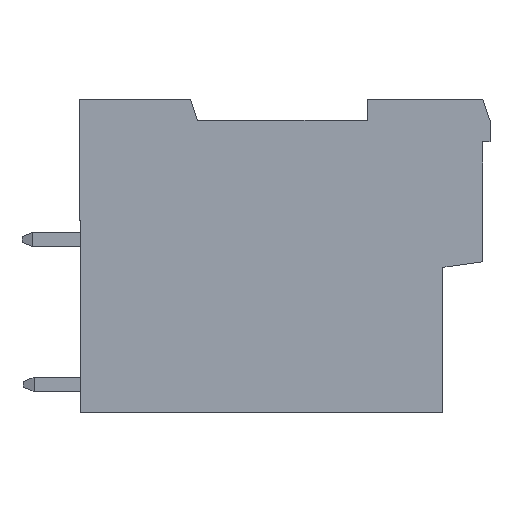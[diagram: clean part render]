
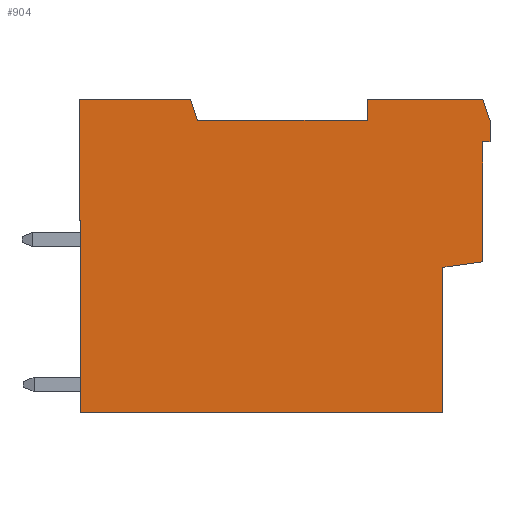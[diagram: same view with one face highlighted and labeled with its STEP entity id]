
A CAD part, left-side view. The second image highlights one B-rep face of the part: STEP entity #904.
In plain terms, the highlighted planar face has unit normal (-1, 0, 0).
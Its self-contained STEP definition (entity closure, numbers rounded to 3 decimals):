
#904 = ADVANCED_FACE( '', ( #2267 ), #2268, .T. );
#2267 = FACE_OUTER_BOUND( '', #4209, .T. );
#2268 = PLANE( '', #4210 );
#4209 = EDGE_LOOP( '', ( #6466, #6467, #6468, #6469, #6470, #6471, #6472, #6473, #6474, #6475, #6476, #6477, #6478, #6479, #6480 ) );
#4210 = AXIS2_PLACEMENT_3D( '', #6481, #6482, #6483 );
#6466 = ORIENTED_EDGE( '', *, *, #12169, .T. );
#6467 = ORIENTED_EDGE( '', *, *, #12170, .F. );
#6468 = ORIENTED_EDGE( '', *, *, #12171, .T. );
#6469 = ORIENTED_EDGE( '', *, *, #12172, .T. );
#6470 = ORIENTED_EDGE( '', *, *, #11899, .T. );
#6471 = ORIENTED_EDGE( '', *, *, #12173, .T. );
#6472 = ORIENTED_EDGE( '', *, *, #12174, .T. );
#6473 = ORIENTED_EDGE( '', *, *, #12175, .T. );
#6474 = ORIENTED_EDGE( '', *, *, #12176, .T. );
#6475 = ORIENTED_EDGE( '', *, *, #12177, .T. );
#6476 = ORIENTED_EDGE( '', *, *, #12178, .T. );
#6477 = ORIENTED_EDGE( '', *, *, #12179, .T. );
#6478 = ORIENTED_EDGE( '', *, *, #12180, .T. );
#6479 = ORIENTED_EDGE( '', *, *, #12181, .T. );
#6480 = ORIENTED_EDGE( '', *, *, #12182, .T. );
#6481 = CARTESIAN_POINT( '', ( -13.7, 0., 0. ) );
#6482 = DIRECTION( '', ( -1., 0., 0. ) );
#6483 = DIRECTION( '', ( 0., 0., 1. ) );
#11899 = EDGE_CURVE( '', #14261, #14259, #14262, .T. );
#12169 = EDGE_CURVE( '', #14745, #14746, #14747, .T. );
#12170 = EDGE_CURVE( '', #14748, #14746, #14749, .T. );
#12171 = EDGE_CURVE( '', #14748, #14750, #14751, .T. );
#12172 = EDGE_CURVE( '', #14750, #14261, #14752, .T. );
#12173 = EDGE_CURVE( '', #14259, #14753, #14754, .T. );
#12174 = EDGE_CURVE( '', #14753, #14755, #14756, .T. );
#12175 = EDGE_CURVE( '', #14755, #14757, #14758, .T. );
#12176 = EDGE_CURVE( '', #14757, #14759, #14760, .T. );
#12177 = EDGE_CURVE( '', #14759, #14761, #14762, .F. );
#12178 = EDGE_CURVE( '', #14761, #14763, #14764, .T. );
#12179 = EDGE_CURVE( '', #14763, #14765, #14766, .T. );
#12180 = EDGE_CURVE( '', #14765, #14767, #14768, .T. );
#12181 = EDGE_CURVE( '', #14767, #14769, #14770, .F. );
#12182 = EDGE_CURVE( '', #14769, #14745, #14771, .T. );
#14259 = VERTEX_POINT( '', #17753 );
#14261 = VERTEX_POINT( '', #17756 );
#14262 = LINE( '', #17757, #17758 );
#14745 = VERTEX_POINT( '', #18454 );
#14746 = VERTEX_POINT( '', #18455 );
#14747 = LINE( '', #18456, #18457 );
#14748 = VERTEX_POINT( '', #18458 );
#14749 = LINE( '', #18459, #18460 );
#14750 = VERTEX_POINT( '', #18461 );
#14751 = LINE( '', #18462, #18463 );
#14752 = LINE( '', #18464, #18465 );
#14753 = VERTEX_POINT( '', #18466 );
#14754 = LINE( '', #18467, #18468 );
#14755 = VERTEX_POINT( '', #18469 );
#14756 = LINE( '', #18470, #18471 );
#14757 = VERTEX_POINT( '', #18472 );
#14758 = LINE( '', #18473, #18474 );
#14759 = VERTEX_POINT( '', #18475 );
#14760 = LINE( '', #18476, #18477 );
#14761 = VERTEX_POINT( '', #18478 );
#14762 = LINE( '', #18479, #18480 );
#14763 = VERTEX_POINT( '', #18481 );
#14764 = LINE( '', #18482, #18483 );
#14765 = VERTEX_POINT( '', #18484 );
#14766 = LINE( '', #18485, #18486 );
#14767 = VERTEX_POINT( '', #18487 );
#14768 = LINE( '', #18488, #18489 );
#14769 = VERTEX_POINT( '', #18490 );
#14770 = LINE( '', #18491, #18492 );
#14771 = LINE( '', #18493, #18494 );
#17753 = CARTESIAN_POINT( '', ( -13.7, -11.25, -0.8 ) );
#17756 = CARTESIAN_POINT( '', ( -13.7, -11.25, -11. ) );
#17757 = CARTESIAN_POINT( '', ( -13.7, -11.25, -11. ) );
#17758 = VECTOR( '', #22697, 1000. );
#18454 = CARTESIAN_POINT( '', ( -13.7, 14.25, 11. ) );
#18455 = CARTESIAN_POINT( '', ( -13.7, 14.25, 2.5 ) );
#18456 = CARTESIAN_POINT( '', ( -13.7, 14.25, 11. ) );
#18457 = VECTOR( '', #22941, 1000. );
#18458 = CARTESIAN_POINT( '', ( -13.7, 14.15, 2.5 ) );
#18459 = CARTESIAN_POINT( '', ( -13.7, 14.15, 2.5 ) );
#18460 = VECTOR( '', #22942, 1000. );
#18461 = CARTESIAN_POINT( '', ( -13.7, 14.15, -11. ) );
#18462 = CARTESIAN_POINT( '', ( -13.7, 14.15, 2.5 ) );
#18463 = VECTOR( '', #22943, 1000. );
#18464 = CARTESIAN_POINT( '', ( -13.7, 14.25, -11. ) );
#18465 = VECTOR( '', #22944, 1000. );
#18466 = CARTESIAN_POINT( '', ( -13.7, -14.05, -0.4 ) );
#18467 = CARTESIAN_POINT( '', ( -13.7, -11.25, -0.8 ) );
#18468 = VECTOR( '', #22945, 1000. );
#18469 = CARTESIAN_POINT( '', ( -13.7, -14.05, 8. ) );
#18470 = CARTESIAN_POINT( '', ( -13.7, -14.05, 8. ) );
#18471 = VECTOR( '', #22946, 1000. );
#18472 = CARTESIAN_POINT( '', ( -13.7, -14.55, 8. ) );
#18473 = CARTESIAN_POINT( '', ( -13.7, -14.55, 8. ) );
#18474 = VECTOR( '', #22947, 1000. );
#18475 = CARTESIAN_POINT( '', ( -13.7, -14.55, 9.5 ) );
#18476 = CARTESIAN_POINT( '', ( -13.7, -14.55, 8. ) );
#18477 = VECTOR( '', #22948, 1000. );
#18478 = CARTESIAN_POINT( '', ( -13.7, -14.05, 11. ) );
#18479 = CARTESIAN_POINT( '', ( -13.7, -15.945, 5.315 ) );
#18480 = VECTOR( '', #22949, 1000. );
#18481 = CARTESIAN_POINT( '', ( -13.7, -5.95, 11. ) );
#18482 = CARTESIAN_POINT( '', ( -13.7, -14.55, 11. ) );
#18483 = VECTOR( '', #22950, 1000. );
#18484 = CARTESIAN_POINT( '', ( -13.7, -5.95, 9.5 ) );
#18485 = CARTESIAN_POINT( '', ( -13.7, -5.95, 11. ) );
#18486 = VECTOR( '', #22951, 1000. );
#18487 = CARTESIAN_POINT( '', ( -13.7, 5.95, 9.5 ) );
#18488 = CARTESIAN_POINT( '', ( -13.7, -5.95, 9.5 ) );
#18489 = VECTOR( '', #22952, 1000. );
#18490 = CARTESIAN_POINT( '', ( -13.7, 6.45, 11. ) );
#18491 = CARTESIAN_POINT( '', ( -13.7, 2.505, -0.835 ) );
#18492 = VECTOR( '', #22953, 1000. );
#18493 = CARTESIAN_POINT( '', ( -13.7, 5.95, 11. ) );
#18494 = VECTOR( '', #22954, 1000. );
#22697 = DIRECTION( '', ( 0., 0., 1. ) );
#22941 = DIRECTION( '', ( 0., 0., -1. ) );
#22942 = DIRECTION( '', ( 0., 1., 0. ) );
#22943 = DIRECTION( '', ( 0., 0., -1. ) );
#22944 = DIRECTION( '', ( 0., -1., 0. ) );
#22945 = DIRECTION( '', ( 0., -0.99, 0.141 ) );
#22946 = DIRECTION( '', ( 0., 0., 1. ) );
#22947 = DIRECTION( '', ( 0., -1., 0. ) );
#22948 = DIRECTION( '', ( 0., 0., 1. ) );
#22949 = DIRECTION( '', ( 0., -0.316, -0.949 ) );
#22950 = DIRECTION( '', ( 0., 1., 0. ) );
#22951 = DIRECTION( '', ( 0., 0., -1. ) );
#22952 = DIRECTION( '', ( 0., 1., 0. ) );
#22953 = DIRECTION( '', ( 0., -0.316, -0.949 ) );
#22954 = DIRECTION( '', ( 0., 1., 0. ) );
